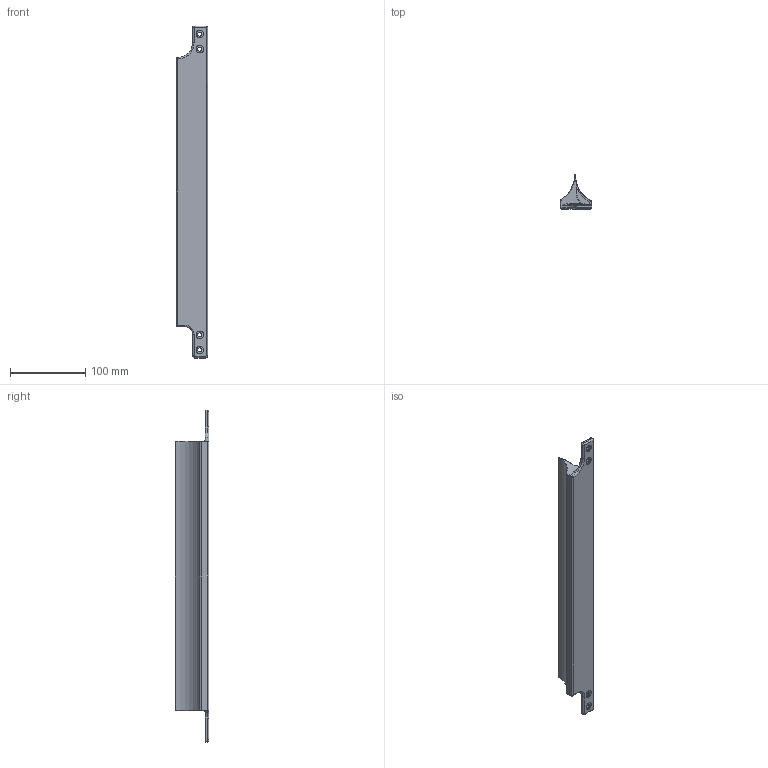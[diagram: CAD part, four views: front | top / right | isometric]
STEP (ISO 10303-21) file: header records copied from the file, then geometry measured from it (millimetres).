
FILE_DESCRIPTION(/* description */ (''),/* implementation_level */ '2;1');
FILE_NAME(/* name */ 'Step''s/1-Peeler V4 v2.step',/* time_stamp */ '2020-01-20T13:15:50-05:00',/* author */ (''),/* organization */ (''),/* preprocessor_version */ 'ST-DEVELOPER v18',/* originating_system */ 'Autodesk Translation Framework v8.12.0.6',/* authorisation */ '');
FILE_SCHEMA (('AUTOMOTIVE_DESIGN { 1 0 10303 214 3 1 1 }'));
Length unit declared in the file: millimetre
Products named in the file (1): 1-Peeler V4
Bounding box: 41.4 x 45 x 441 mm (x, y, z)
Volume: 144311.7 mm3; surface area: 90592.7 mm2
Topology: 1 solids, 2 shells, 119 faces, 268 edges, 151 vertices
Faces by surface type: cylinder 53, plane 24, torus 21, bspline 10, sphere 7, cone 4
Full cylindrical faces by diameter (mm): 5.5 x4, 10 x4
Entity records: 3610 total; most frequent: CARTESIAN_POINT 892, DIRECTION 615, ORIENTED_EDGE 524, EDGE_CURVE 262, AXIS2_PLACEMENT_3D 255, VERTEX_POINT 151, CIRCLE 139, EDGE_LOOP 131
